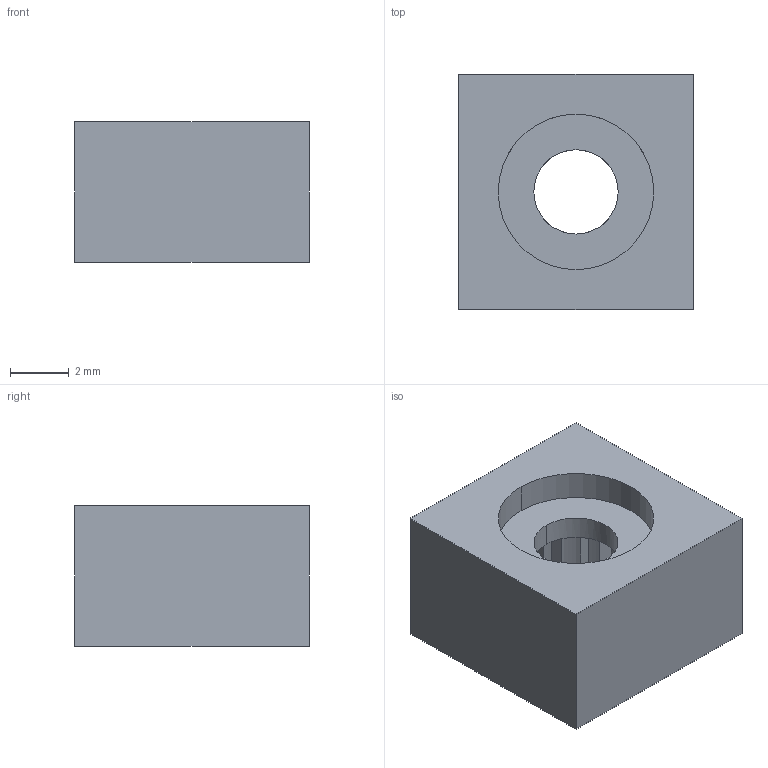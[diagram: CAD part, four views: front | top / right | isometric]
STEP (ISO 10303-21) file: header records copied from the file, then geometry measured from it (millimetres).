
FILE_DESCRIPTION (( 'STEP AP214' ), '1' );
FILE_NAME ('源倛褒.STEP', '2025-07-14T08:10:39', ( '' ), ( '' ), 'SwSTEP 2.0', 'SolidWorks 2024', '' );
FILE_SCHEMA (( 'AUTOMOTIVE_DESIGN' ));
Length unit declared in the file: millimetre
Products named in the file (1): 方形角
Bounding box: 8 x 8 x 4.8 mm (x, y, z)
Volume: 220.3 mm3; surface area: 383.7 mm2
Topology: 1 solids, 1 shells, 91 faces, 244 edges, 156 vertices
Faces by surface type: plane 67, cylinder 24
Entity records: 2853 total; most frequent: DIRECTION 496, CARTESIAN_POINT 492, ORIENTED_EDGE 488, EDGE_CURVE 244, LINE 176, VECTOR 176, AXIS2_PLACEMENT_3D 160, VERTEX_POINT 156
